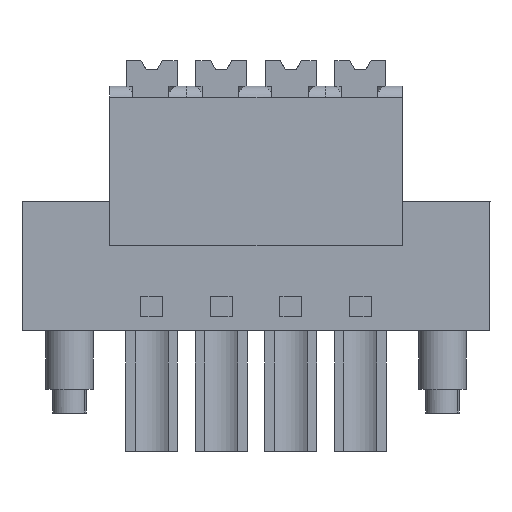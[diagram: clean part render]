
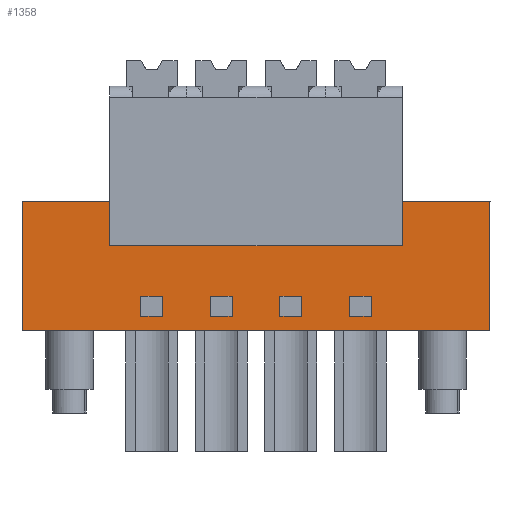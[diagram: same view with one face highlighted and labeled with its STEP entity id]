
A CAD part, front view. The second image highlights one B-rep face of the part: STEP entity #1358.
In plain terms, the highlighted planar face has unit normal (0, -1, 0).
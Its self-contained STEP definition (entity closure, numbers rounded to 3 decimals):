
#1186=AXIS2_PLACEMENT_3D('Plane Axis2P3D',#1183,#1184,#1185) ;
#40=CARTESIAN_POINT('Vertex',(4.8,0.175,11.25)) ;
#126=CARTESIAN_POINT('Vertex',(4.8,0.175,13.7)) ;
#129=CARTESIAN_POINT('Line Origine',(4.8,0.175,12.475)) ;
#170=CARTESIAN_POINT('Vertex',(20.83,0.175,11.25)) ;
#178=CARTESIAN_POINT('Line Origine',(12.815,0.175,11.25)) ;
#833=CARTESIAN_POINT('Vertex',(0.,0.175,6.6)) ;
#859=CARTESIAN_POINT('Vertex',(25.63,0.175,6.6)) ;
#862=CARTESIAN_POINT('Line Origine',(12.815,0.175,6.6)) ;
#1149=CARTESIAN_POINT('Vertex',(0.,0.175,13.7)) ;
#1152=CARTESIAN_POINT('Line Origine',(2.4,0.175,13.7)) ;
#1183=CARTESIAN_POINT('Axis2P3D Location',(4.8,0.175,11.25)) ;
#1188=CARTESIAN_POINT('Line Origine',(0.,0.175,10.15)) ;
#1193=CARTESIAN_POINT('Line Origine',(25.63,0.175,10.15)) ;
#1197=CARTESIAN_POINT('Vertex',(25.63,0.175,13.7)) ;
#1200=CARTESIAN_POINT('Line Origine',(23.23,0.175,13.7)) ;
#1204=CARTESIAN_POINT('Vertex',(20.83,0.175,13.7)) ;
#1207=CARTESIAN_POINT('Line Origine',(20.83,0.175,12.475)) ;
#1222=CARTESIAN_POINT('Line Origine',(6.5,0.175,7.95)) ;
#1226=CARTESIAN_POINT('Vertex',(6.5,0.175,8.5)) ;
#1228=CARTESIAN_POINT('Vertex',(6.5,0.175,7.4)) ;
#1231=CARTESIAN_POINT('Line Origine',(7.1,0.175,8.5)) ;
#1235=CARTESIAN_POINT('Vertex',(7.7,0.175,8.5)) ;
#1238=CARTESIAN_POINT('Line Origine',(7.7,0.175,7.95)) ;
#1242=CARTESIAN_POINT('Vertex',(7.7,0.175,7.4)) ;
#1245=CARTESIAN_POINT('Line Origine',(7.1,0.175,7.4)) ;
#1256=CARTESIAN_POINT('Line Origine',(10.31,0.175,7.95)) ;
#1260=CARTESIAN_POINT('Vertex',(10.31,0.175,8.5)) ;
#1262=CARTESIAN_POINT('Vertex',(10.31,0.175,7.4)) ;
#1265=CARTESIAN_POINT('Line Origine',(10.91,0.175,8.5)) ;
#1269=CARTESIAN_POINT('Vertex',(11.51,0.175,8.5)) ;
#1272=CARTESIAN_POINT('Line Origine',(11.51,0.175,7.95)) ;
#1276=CARTESIAN_POINT('Vertex',(11.51,0.175,7.4)) ;
#1279=CARTESIAN_POINT('Line Origine',(10.91,0.175,7.4)) ;
#1290=CARTESIAN_POINT('Line Origine',(14.12,0.175,7.95)) ;
#1294=CARTESIAN_POINT('Vertex',(14.12,0.175,8.5)) ;
#1296=CARTESIAN_POINT('Vertex',(14.12,0.175,7.4)) ;
#1299=CARTESIAN_POINT('Line Origine',(14.72,0.175,8.5)) ;
#1303=CARTESIAN_POINT('Vertex',(15.32,0.175,8.5)) ;
#1306=CARTESIAN_POINT('Line Origine',(15.32,0.175,7.95)) ;
#1310=CARTESIAN_POINT('Vertex',(15.32,0.175,7.4)) ;
#1313=CARTESIAN_POINT('Line Origine',(14.72,0.175,7.4)) ;
#1324=CARTESIAN_POINT('Line Origine',(18.53,0.175,8.5)) ;
#1328=CARTESIAN_POINT('Vertex',(19.13,0.175,8.5)) ;
#1330=CARTESIAN_POINT('Vertex',(17.93,0.175,8.5)) ;
#1333=CARTESIAN_POINT('Line Origine',(19.13,0.175,7.95)) ;
#1337=CARTESIAN_POINT('Vertex',(19.13,0.175,7.4)) ;
#1340=CARTESIAN_POINT('Line Origine',(18.53,0.175,7.4)) ;
#1344=CARTESIAN_POINT('Vertex',(17.93,0.175,7.4)) ;
#1347=CARTESIAN_POINT('Line Origine',(17.93,0.175,7.95)) ;
#130=DIRECTION('Vector Direction',(0.,0.,-1.)) ;
#179=DIRECTION('Vector Direction',(1.,0.,0.)) ;
#863=DIRECTION('Vector Direction',(1.,0.,0.)) ;
#1153=DIRECTION('Vector Direction',(1.,0.,0.)) ;
#1184=DIRECTION('Axis2P3D Direction',(0.,-1.,0.)) ;
#1185=DIRECTION('Axis2P3D XDirection',(0.,0.,-1.)) ;
#1189=DIRECTION('Vector Direction',(0.,0.,-1.)) ;
#1194=DIRECTION('Vector Direction',(0.,0.,-1.)) ;
#1201=DIRECTION('Vector Direction',(1.,0.,0.)) ;
#1208=DIRECTION('Vector Direction',(0.,0.,-1.)) ;
#1223=DIRECTION('Vector Direction',(0.,0.,1.)) ;
#1232=DIRECTION('Vector Direction',(1.,0.,0.)) ;
#1239=DIRECTION('Vector Direction',(0.,0.,-1.)) ;
#1246=DIRECTION('Vector Direction',(-1.,0.,0.)) ;
#1257=DIRECTION('Vector Direction',(0.,0.,1.)) ;
#1266=DIRECTION('Vector Direction',(1.,0.,0.)) ;
#1273=DIRECTION('Vector Direction',(0.,0.,-1.)) ;
#1280=DIRECTION('Vector Direction',(-1.,0.,0.)) ;
#1291=DIRECTION('Vector Direction',(0.,0.,1.)) ;
#1300=DIRECTION('Vector Direction',(1.,0.,0.)) ;
#1307=DIRECTION('Vector Direction',(0.,0.,-1.)) ;
#1314=DIRECTION('Vector Direction',(-1.,0.,0.)) ;
#1325=DIRECTION('Vector Direction',(1.,0.,0.)) ;
#1334=DIRECTION('Vector Direction',(0.,0.,-1.)) ;
#1341=DIRECTION('Vector Direction',(-1.,0.,0.)) ;
#1348=DIRECTION('Vector Direction',(0.,0.,1.)) ;
#131=VECTOR('Line Direction',#130,1.) ;
#180=VECTOR('Line Direction',#179,1.) ;
#864=VECTOR('Line Direction',#863,1.) ;
#1154=VECTOR('Line Direction',#1153,1.) ;
#1190=VECTOR('Line Direction',#1189,1.) ;
#1195=VECTOR('Line Direction',#1194,1.) ;
#1202=VECTOR('Line Direction',#1201,1.) ;
#1209=VECTOR('Line Direction',#1208,1.) ;
#1224=VECTOR('Line Direction',#1223,1.) ;
#1233=VECTOR('Line Direction',#1232,1.) ;
#1240=VECTOR('Line Direction',#1239,1.) ;
#1247=VECTOR('Line Direction',#1246,1.) ;
#1258=VECTOR('Line Direction',#1257,1.) ;
#1267=VECTOR('Line Direction',#1266,1.) ;
#1274=VECTOR('Line Direction',#1273,1.) ;
#1281=VECTOR('Line Direction',#1280,1.) ;
#1292=VECTOR('Line Direction',#1291,1.) ;
#1301=VECTOR('Line Direction',#1300,1.) ;
#1308=VECTOR('Line Direction',#1307,1.) ;
#1315=VECTOR('Line Direction',#1314,1.) ;
#1326=VECTOR('Line Direction',#1325,1.) ;
#1335=VECTOR('Line Direction',#1334,1.) ;
#1342=VECTOR('Line Direction',#1341,1.) ;
#1349=VECTOR('Line Direction',#1348,1.) ;
#1213=ORIENTED_EDGE('',*,*,#133,.F.) ;
#1214=ORIENTED_EDGE('',*,*,#1156,.F.) ;
#1215=ORIENTED_EDGE('',*,*,#1192,.F.) ;
#1216=ORIENTED_EDGE('',*,*,#866,.T.) ;
#1217=ORIENTED_EDGE('',*,*,#1199,.T.) ;
#1218=ORIENTED_EDGE('',*,*,#1206,.T.) ;
#1219=ORIENTED_EDGE('',*,*,#1211,.T.) ;
#1220=ORIENTED_EDGE('',*,*,#182,.F.) ;
#1251=ORIENTED_EDGE('',*,*,#1230,.F.) ;
#1252=ORIENTED_EDGE('',*,*,#1237,.F.) ;
#1253=ORIENTED_EDGE('',*,*,#1244,.F.) ;
#1254=ORIENTED_EDGE('',*,*,#1249,.F.) ;
#1285=ORIENTED_EDGE('',*,*,#1264,.F.) ;
#1286=ORIENTED_EDGE('',*,*,#1271,.F.) ;
#1287=ORIENTED_EDGE('',*,*,#1278,.F.) ;
#1288=ORIENTED_EDGE('',*,*,#1283,.F.) ;
#1319=ORIENTED_EDGE('',*,*,#1298,.F.) ;
#1320=ORIENTED_EDGE('',*,*,#1305,.F.) ;
#1321=ORIENTED_EDGE('',*,*,#1312,.F.) ;
#1322=ORIENTED_EDGE('',*,*,#1317,.F.) ;
#1353=ORIENTED_EDGE('',*,*,#1332,.F.) ;
#1354=ORIENTED_EDGE('',*,*,#1339,.F.) ;
#1355=ORIENTED_EDGE('',*,*,#1346,.F.) ;
#1356=ORIENTED_EDGE('',*,*,#1351,.F.) ;
#1255=FACE_BOUND('',#1250,.T.) ;
#1289=FACE_BOUND('',#1284,.T.) ;
#1323=FACE_BOUND('',#1318,.T.) ;
#1357=FACE_BOUND('',#1352,.T.) ;
#1358=ADVANCED_FACE('HOUSING',(#1221,#1255,#1289,#1323,#1357),#1187,.T.) ;
#133=EDGE_CURVE('',#127,#41,#132,.T.) ;
#182=EDGE_CURVE('',#41,#171,#181,.T.) ;
#866=EDGE_CURVE('',#834,#860,#865,.T.) ;
#1156=EDGE_CURVE('',#1150,#127,#1155,.T.) ;
#1192=EDGE_CURVE('',#834,#1150,#1191,.F.) ;
#1199=EDGE_CURVE('',#860,#1198,#1196,.F.) ;
#1206=EDGE_CURVE('',#1198,#1205,#1203,.F.) ;
#1211=EDGE_CURVE('',#1205,#171,#1210,.T.) ;
#1230=EDGE_CURVE('',#1227,#1229,#1225,.F.) ;
#1237=EDGE_CURVE('',#1236,#1227,#1234,.F.) ;
#1244=EDGE_CURVE('',#1243,#1236,#1241,.F.) ;
#1249=EDGE_CURVE('',#1229,#1243,#1248,.F.) ;
#1264=EDGE_CURVE('',#1261,#1263,#1259,.F.) ;
#1271=EDGE_CURVE('',#1270,#1261,#1268,.F.) ;
#1278=EDGE_CURVE('',#1277,#1270,#1275,.F.) ;
#1283=EDGE_CURVE('',#1263,#1277,#1282,.F.) ;
#1298=EDGE_CURVE('',#1295,#1297,#1293,.F.) ;
#1305=EDGE_CURVE('',#1304,#1295,#1302,.F.) ;
#1312=EDGE_CURVE('',#1311,#1304,#1309,.F.) ;
#1317=EDGE_CURVE('',#1297,#1311,#1316,.F.) ;
#1332=EDGE_CURVE('',#1329,#1331,#1327,.F.) ;
#1339=EDGE_CURVE('',#1338,#1329,#1336,.F.) ;
#1346=EDGE_CURVE('',#1345,#1338,#1343,.F.) ;
#1351=EDGE_CURVE('',#1331,#1345,#1350,.F.) ;
#1212=EDGE_LOOP('',(#1213,#1214,#1215,#1216,#1217,#1218,#1219,#1220)) ;
#1250=EDGE_LOOP('',(#1251,#1252,#1253,#1254)) ;
#1284=EDGE_LOOP('',(#1285,#1286,#1287,#1288)) ;
#1318=EDGE_LOOP('',(#1319,#1320,#1321,#1322)) ;
#1352=EDGE_LOOP('',(#1353,#1354,#1355,#1356)) ;
#1221=FACE_OUTER_BOUND('',#1212,.T.) ;
#132=LINE('Line',#129,#131) ;
#181=LINE('Line',#178,#180) ;
#865=LINE('Line',#862,#864) ;
#1155=LINE('Line',#1152,#1154) ;
#1191=LINE('Line',#1188,#1190) ;
#1196=LINE('Line',#1193,#1195) ;
#1203=LINE('Line',#1200,#1202) ;
#1210=LINE('Line',#1207,#1209) ;
#1225=LINE('Line',#1222,#1224) ;
#1234=LINE('Line',#1231,#1233) ;
#1241=LINE('Line',#1238,#1240) ;
#1248=LINE('Line',#1245,#1247) ;
#1259=LINE('Line',#1256,#1258) ;
#1268=LINE('Line',#1265,#1267) ;
#1275=LINE('Line',#1272,#1274) ;
#1282=LINE('Line',#1279,#1281) ;
#1293=LINE('Line',#1290,#1292) ;
#1302=LINE('Line',#1299,#1301) ;
#1309=LINE('Line',#1306,#1308) ;
#1316=LINE('Line',#1313,#1315) ;
#1327=LINE('Line',#1324,#1326) ;
#1336=LINE('Line',#1333,#1335) ;
#1343=LINE('Line',#1340,#1342) ;
#1350=LINE('Line',#1347,#1349) ;
#1187=PLANE('',#1186) ;
#41=VERTEX_POINT('',#40) ;
#127=VERTEX_POINT('',#126) ;
#171=VERTEX_POINT('',#170) ;
#834=VERTEX_POINT('',#833) ;
#860=VERTEX_POINT('',#859) ;
#1150=VERTEX_POINT('',#1149) ;
#1198=VERTEX_POINT('',#1197) ;
#1205=VERTEX_POINT('',#1204) ;
#1227=VERTEX_POINT('',#1226) ;
#1229=VERTEX_POINT('',#1228) ;
#1236=VERTEX_POINT('',#1235) ;
#1243=VERTEX_POINT('',#1242) ;
#1261=VERTEX_POINT('',#1260) ;
#1263=VERTEX_POINT('',#1262) ;
#1270=VERTEX_POINT('',#1269) ;
#1277=VERTEX_POINT('',#1276) ;
#1295=VERTEX_POINT('',#1294) ;
#1297=VERTEX_POINT('',#1296) ;
#1304=VERTEX_POINT('',#1303) ;
#1311=VERTEX_POINT('',#1310) ;
#1329=VERTEX_POINT('',#1328) ;
#1331=VERTEX_POINT('',#1330) ;
#1338=VERTEX_POINT('',#1337) ;
#1345=VERTEX_POINT('',#1344) ;
